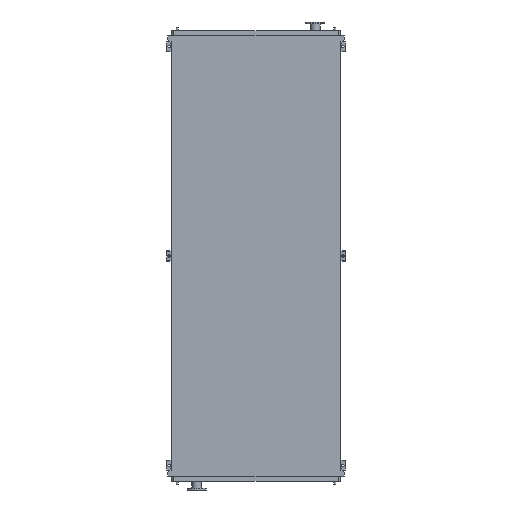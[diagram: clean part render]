
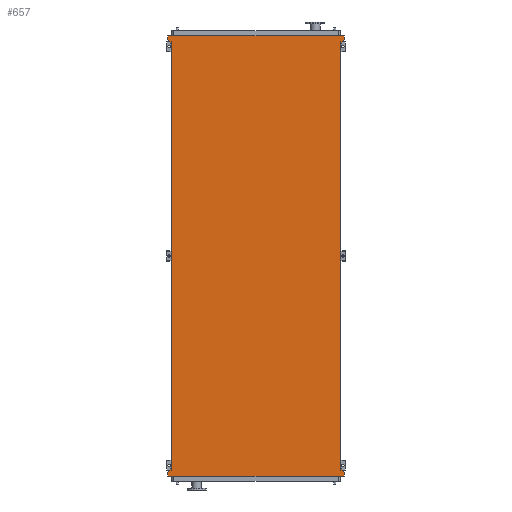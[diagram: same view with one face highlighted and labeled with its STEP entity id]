
A CAD part, front view. The second image highlights one B-rep face of the part: STEP entity #657.
In plain terms, the highlighted planar face has unit normal (0, -1, 0).
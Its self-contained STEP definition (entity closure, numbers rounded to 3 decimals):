
#109 = CARTESIAN_POINT ( 'NONE',  ( -1011., 0., -4945. ) ) ;
#122 = CARTESIAN_POINT ( 'NONE',  ( 965., 0., -4850. ) ) ;
#382 = VERTEX_POINT ( 'NONE', #23964 ) ;
#657 = ADVANCED_FACE ( 'NONE', ( #22778 ), #17660, .T. ) ;
#682 = LINE ( 'NONE', #109, #5079 ) ;
#1078 = VECTOR ( 'NONE', #20123, 1000. ) ;
#1115 = VECTOR ( 'NONE', #13897, 1000. ) ;
#1193 = DIRECTION ( 'NONE',  ( 1., 0., 0. ) ) ;
#1483 = CARTESIAN_POINT ( 'NONE',  ( 965., 0., -4850. ) ) ;
#1715 = ORIENTED_EDGE ( 'NONE', *, *, #21632, .F. ) ;
#1979 = DIRECTION ( 'NONE',  ( 0., 0., 1. ) ) ;
#2047 = LINE ( 'NONE', #23813, #6461 ) ;
#2681 = CARTESIAN_POINT ( 'NONE',  ( -1011., 0., 53. ) ) ;
#2719 = CARTESIAN_POINT ( 'NONE',  ( 1011., 0., 95. ) ) ;
#3725 = DIRECTION ( 'NONE',  ( 0., 0., 1. ) ) ;
#4256 = DIRECTION ( 'NONE',  ( 0., 0., -1. ) ) ;
#4276 = DIRECTION ( 'NONE',  ( -1., 0., 0. ) ) ;
#5079 = VECTOR ( 'NONE', #3725, 1000. ) ;
#5108 = LINE ( 'NONE', #13804, #19410 ) ;
#5553 = ORIENTED_EDGE ( 'NONE', *, *, #11983, .F. ) ;
#5793 = DIRECTION ( 'NONE',  ( 0.655, 0., -0.755 ) ) ;
#5953 = CARTESIAN_POINT ( 'NONE',  ( -965., 0., -4850. ) ) ;
#5992 = LINE ( 'NONE', #122, #15340 ) ;
#6136 = LINE ( 'NONE', #23179, #1115 ) ;
#6461 = VECTOR ( 'NONE', #20049, 1000. ) ;
#6469 = CARTESIAN_POINT ( 'NONE',  ( -965., 0., 0. ) ) ;
#6629 = EDGE_CURVE ( 'NONE', #14944, #9055, #14202, .T. ) ;
#6728 = ORIENTED_EDGE ( 'NONE', *, *, #7906, .F. ) ;
#7424 = EDGE_CURVE ( 'NONE', #22958, #22914, #5108, .T. ) ;
#7827 = CARTESIAN_POINT ( 'NONE',  ( 1011., 0., 53. ) ) ;
#7863 = EDGE_LOOP ( 'NONE', ( #21301, #12547, #17505, #8768, #13731, #24240, #5553, #1715, #6728, #17249, #22192, #8485 ) ) ;
#7906 = EDGE_CURVE ( 'NONE', #9055, #12806, #682, .T. ) ;
#8312 = LINE ( 'NONE', #17327, #18214 ) ;
#8374 = DIRECTION ( 'NONE',  ( 0., -1., 0. ) ) ;
#8428 = CARTESIAN_POINT ( 'NONE',  ( -1011., 0., 95. ) ) ;
#8485 = ORIENTED_EDGE ( 'NONE', *, *, #13366, .F. ) ;
#8491 = EDGE_CURVE ( 'NONE', #22914, #17845, #18771, .T. ) ;
#8768 = ORIENTED_EDGE ( 'NONE', *, *, #8491, .F. ) ;
#8775 = CARTESIAN_POINT ( 'NONE',  ( 1011., 0., -4945. ) ) ;
#8891 = CARTESIAN_POINT ( 'NONE',  ( -965., 0., -4850. ) ) ;
#9055 = VERTEX_POINT ( 'NONE', #19554 ) ;
#9318 = LINE ( 'NONE', #22660, #18635 ) ;
#9728 = CARTESIAN_POINT ( 'NONE',  ( 1011., 0., 53. ) ) ;
#9810 = CARTESIAN_POINT ( 'NONE',  ( 965., 0., 0. ) ) ;
#10214 = DIRECTION ( 'NONE',  ( -0.655, 0., 0.755 ) ) ;
#10309 = VERTEX_POINT ( 'NONE', #9728 ) ;
#11868 = CARTESIAN_POINT ( 'NONE',  ( 1011., 0., -4945. ) ) ;
#11908 = VECTOR ( 'NONE', #10214, 1000. ) ;
#11983 = EDGE_CURVE ( 'NONE', #13395, #15699, #16016, .T. ) ;
#11999 = VERTEX_POINT ( 'NONE', #1483 ) ;
#12547 = ORIENTED_EDGE ( 'NONE', *, *, #21168, .F. ) ;
#12806 = VERTEX_POINT ( 'NONE', #18848 ) ;
#13366 = EDGE_CURVE ( 'NONE', #11999, #382, #5992, .T. ) ;
#13395 = VERTEX_POINT ( 'NONE', #5953 ) ;
#13452 = DIRECTION ( 'NONE',  ( -0.655, 0., -0.755 ) ) ;
#13690 = EDGE_CURVE ( 'NONE', #17845, #10309, #8312, .T. ) ;
#13731 = ORIENTED_EDGE ( 'NONE', *, *, #7424, .F. ) ;
#13804 = CARTESIAN_POINT ( 'NONE',  ( -1011., 0., 53. ) ) ;
#13836 = VECTOR ( 'NONE', #1193, 1000. ) ;
#13897 = DIRECTION ( 'NONE',  ( 0.655, 0., 0.755 ) ) ;
#14202 = LINE ( 'NONE', #11868, #14787 ) ;
#14320 = LINE ( 'NONE', #7827, #23657 ) ;
#14787 = VECTOR ( 'NONE', #4276, 1000. ) ;
#14944 = VERTEX_POINT ( 'NONE', #8775 ) ;
#15340 = VECTOR ( 'NONE', #5793, 1000. ) ;
#15699 = VERTEX_POINT ( 'NONE', #21366 ) ;
#15851 = EDGE_CURVE ( 'NONE', #382, #14944, #2047, .T. ) ;
#16016 = LINE ( 'NONE', #8891, #1078 ) ;
#16880 = LINE ( 'NONE', #6469, #11908 ) ;
#17249 = ORIENTED_EDGE ( 'NONE', *, *, #6629, .F. ) ;
#17327 = CARTESIAN_POINT ( 'NONE',  ( 1011., 0., 95. ) ) ;
#17505 = ORIENTED_EDGE ( 'NONE', *, *, #13690, .F. ) ;
#17622 = DIRECTION ( 'NONE',  ( 0., 0., 1. ) ) ;
#17660 = PLANE ( 'NONE',  #20224 ) ;
#17845 = VERTEX_POINT ( 'NONE', #2719 ) ;
#18214 = VECTOR ( 'NONE', #4256, 1000. ) ;
#18635 = VECTOR ( 'NONE', #1979, 1000. ) ;
#18771 = LINE ( 'NONE', #21701, #13836 ) ;
#18848 = CARTESIAN_POINT ( 'NONE',  ( -1011., 0., -4903. ) ) ;
#19410 = VECTOR ( 'NONE', #17622, 1000. ) ;
#19554 = CARTESIAN_POINT ( 'NONE',  ( -1011., 0., -4945. ) ) ;
#20049 = DIRECTION ( 'NONE',  ( 0., 0., -1. ) ) ;
#20123 = DIRECTION ( 'NONE',  ( 0., 0., 1. ) ) ;
#20224 = AXIS2_PLACEMENT_3D ( 'NONE', #23199, #8374, #21413 ) ;
#21031 = VERTEX_POINT ( 'NONE', #9810 ) ;
#21168 = EDGE_CURVE ( 'NONE', #10309, #21031, #14320, .T. ) ;
#21301 = ORIENTED_EDGE ( 'NONE', *, *, #22303, .T. ) ;
#21366 = CARTESIAN_POINT ( 'NONE',  ( -965., 0., 0. ) ) ;
#21413 = DIRECTION ( 'NONE',  ( 0., 0., -1. ) ) ;
#21632 = EDGE_CURVE ( 'NONE', #12806, #13395, #6136, .T. ) ;
#21701 = CARTESIAN_POINT ( 'NONE',  ( -1011., 0., 95. ) ) ;
#22192 = ORIENTED_EDGE ( 'NONE', *, *, #15851, .F. ) ;
#22303 = EDGE_CURVE ( 'NONE', #11999, #21031, #9318, .T. ) ;
#22660 = CARTESIAN_POINT ( 'NONE',  ( 965., 0., -4850. ) ) ;
#22778 = FACE_OUTER_BOUND ( 'NONE', #7863, .T. ) ;
#22892 = EDGE_CURVE ( 'NONE', #15699, #22958, #16880, .T. ) ;
#22914 = VERTEX_POINT ( 'NONE', #8428 ) ;
#22958 = VERTEX_POINT ( 'NONE', #2681 ) ;
#23179 = CARTESIAN_POINT ( 'NONE',  ( -1011., 0., -4903. ) ) ;
#23199 = CARTESIAN_POINT ( 'NONE',  ( -965., 0., -4850. ) ) ;
#23657 = VECTOR ( 'NONE', #13452, 1000. ) ;
#23813 = CARTESIAN_POINT ( 'NONE',  ( 1011., 0., -4903. ) ) ;
#23964 = CARTESIAN_POINT ( 'NONE',  ( 1011., 0., -4903. ) ) ;
#24240 = ORIENTED_EDGE ( 'NONE', *, *, #22892, .F. ) ;
